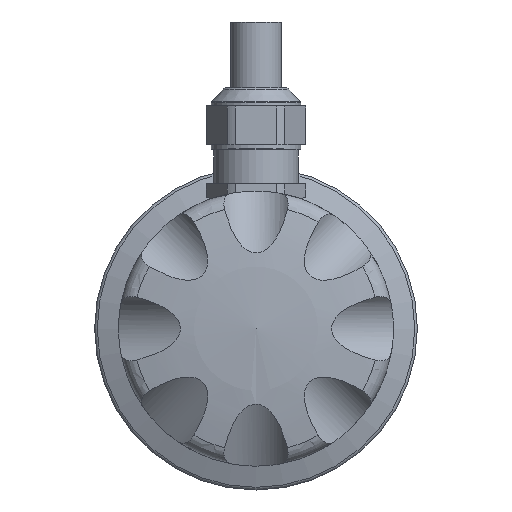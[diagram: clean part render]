
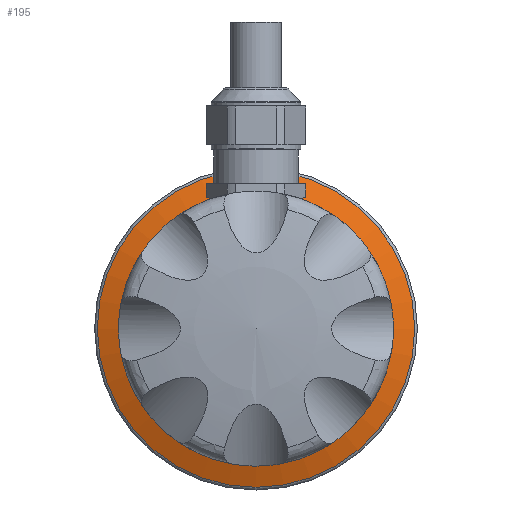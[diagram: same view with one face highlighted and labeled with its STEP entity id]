
A CAD part, front view. The second image highlights one B-rep face of the part: STEP entity #195.
In plain terms, the highlighted conical face has half-angle 70 degrees and reference radius 32 mm.
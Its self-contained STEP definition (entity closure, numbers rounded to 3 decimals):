
#195 = ADVANCED_FACE( '', ( #456, #457 ), #458, .T. );
#456 = FACE_OUTER_BOUND( '', #789, .T. );
#457 = FACE_BOUND( '', #790, .T. );
#458 = CONICAL_SURFACE( '', #791, 32., 1.222 );
#789 = EDGE_LOOP( '', ( #1258 ) );
#790 = EDGE_LOOP( '', ( #1259 ) );
#791 = AXIS2_PLACEMENT_3D( '', #1260, #1261, #1262 );
#1258 = ORIENTED_EDGE( '', *, *, #1838, .T. );
#1259 = ORIENTED_EDGE( '', *, *, #1848, .F. );
#1260 = CARTESIAN_POINT( '', ( 0., -2.85, 0. ) );
#1261 = DIRECTION( '', ( 0., 1., 0. ) );
#1262 = DIRECTION( '', ( 0., 0., 1. ) );
#1838 = EDGE_CURVE( '', #2195, #2195, #2196, .F. );
#1848 = EDGE_CURVE( '', #2211, #2211, #2212, .T. );
#2195 = VERTEX_POINT( '', #3014 );
#2196 = CIRCLE( '', #3015, 31.474 );
#2211 = VERTEX_POINT( '', #3119 );
#2212 = CIRCLE( '', #3120, 24.719 );
#3014 = CARTESIAN_POINT( '', ( 0., -3.042, 31.474 ) );
#3015 = AXIS2_PLACEMENT_3D( '', #3755, #3756, #3757 );
#3119 = CARTESIAN_POINT( '', ( 0., -5.5, -24.719 ) );
#3120 = AXIS2_PLACEMENT_3D( '', #3762, #3763, #3764 );
#3755 = CARTESIAN_POINT( '', ( 0., -3.042, 0. ) );
#3756 = DIRECTION( '', ( 0., 1., 0. ) );
#3757 = DIRECTION( '', ( 0., 0., 1. ) );
#3762 = CARTESIAN_POINT( '', ( 0., -5.5, 0. ) );
#3763 = DIRECTION( '', ( 0., -1., 0. ) );
#3764 = DIRECTION( '', ( 0., 0., -1. ) );
